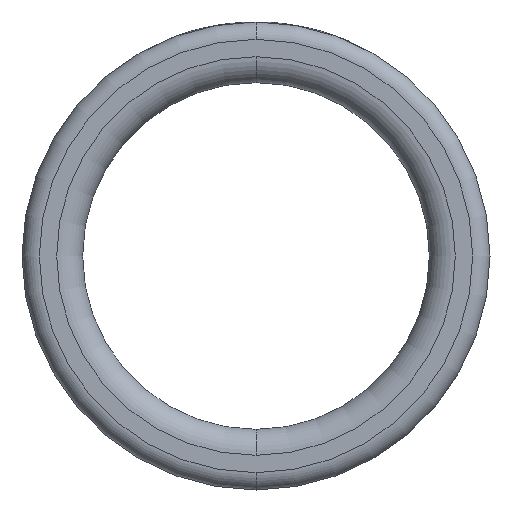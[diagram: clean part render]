
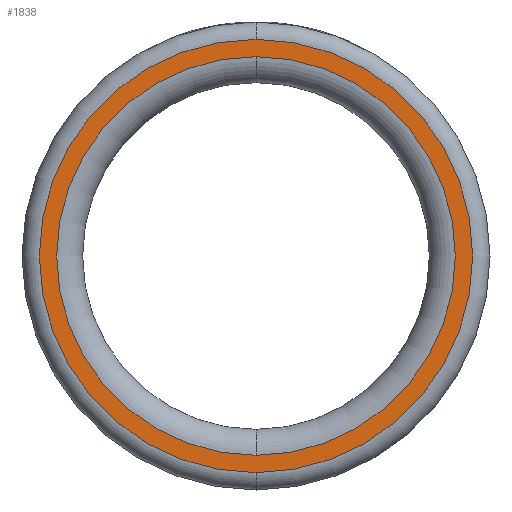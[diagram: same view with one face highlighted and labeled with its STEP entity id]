
A CAD part, front view. The second image highlights one B-rep face of the part: STEP entity #1838.
In plain terms, the highlighted planar face has unit normal (0, -1, 0).
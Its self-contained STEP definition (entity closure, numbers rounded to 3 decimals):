
#37 = FACE_BOUND ( 'NONE', #561, .T. ) ;
#147 = AXIS2_PLACEMENT_3D ( 'NONE', #1328, #2085, #2330 ) ;
#154 = EDGE_CURVE ( 'NONE', #589, #1726, #373, .T. ) ;
#194 = AXIS2_PLACEMENT_3D ( 'NONE', #2497, #1704, #1319 ) ;
#287 = ORIENTED_EDGE ( 'NONE', *, *, #922, .F. ) ;
#292 = CARTESIAN_POINT ( 'NONE',  ( 0., -65., -25. ) ) ;
#339 = DIRECTION ( 'NONE',  ( 0., 0., -1. ) ) ;
#373 = CIRCLE ( 'NONE', #1942, 25. ) ;
#543 = CARTESIAN_POINT ( 'NONE',  ( 0., -65., 0. ) ) ;
#561 = EDGE_LOOP ( 'NONE', ( #2346, #287 ) ) ;
#589 = VERTEX_POINT ( 'NONE', #2480 ) ;
#698 = FACE_OUTER_BOUND ( 'NONE', #2088, .T. ) ;
#746 = DIRECTION ( 'NONE',  ( 0., -1., 0. ) ) ;
#902 = DIRECTION ( 'NONE',  ( 0., -1., 0. ) ) ;
#910 = CARTESIAN_POINT ( 'NONE',  ( 0., -65., 0. ) ) ;
#922 = EDGE_CURVE ( 'NONE', #958, #1875, #1227, .T. ) ;
#958 = VERTEX_POINT ( 'NONE', #1132 ) ;
#977 = AXIS2_PLACEMENT_3D ( 'NONE', #1897, #902, #1509 ) ;
#1132 = CARTESIAN_POINT ( 'NONE',  ( 0., -65., 23. ) ) ;
#1137 = CIRCLE ( 'NONE', #1947, 25. ) ;
#1166 = CIRCLE ( 'NONE', #147, 23. ) ;
#1227 = CIRCLE ( 'NONE', #194, 23. ) ;
#1319 = DIRECTION ( 'NONE',  ( 0., 0., -1. ) ) ;
#1328 = CARTESIAN_POINT ( 'NONE',  ( 0., -65., 0. ) ) ;
#1347 = DIRECTION ( 'NONE',  ( 0., -1., 0. ) ) ;
#1455 = ORIENTED_EDGE ( 'NONE', *, *, #2021, .T. ) ;
#1485 = DIRECTION ( 'NONE',  ( 0., 0., -1. ) ) ;
#1509 = DIRECTION ( 'NONE',  ( 0., 0., -1. ) ) ;
#1600 = ORIENTED_EDGE ( 'NONE', *, *, #154, .T. ) ;
#1704 = DIRECTION ( 'NONE',  ( 0., -1., 0. ) ) ;
#1726 = VERTEX_POINT ( 'NONE', #292 ) ;
#1838 = ADVANCED_FACE ( 'NONE', ( #698, #37 ), #2483, .T. ) ;
#1875 = VERTEX_POINT ( 'NONE', #2428 ) ;
#1897 = CARTESIAN_POINT ( 'NONE',  ( 23., -65., 0. ) ) ;
#1942 = AXIS2_PLACEMENT_3D ( 'NONE', #910, #1347, #1485 ) ;
#1947 = AXIS2_PLACEMENT_3D ( 'NONE', #543, #746, #339 ) ;
#1979 = EDGE_CURVE ( 'NONE', #1875, #958, #1166, .T. ) ;
#2021 = EDGE_CURVE ( 'NONE', #1726, #589, #1137, .T. ) ;
#2085 = DIRECTION ( 'NONE',  ( 0., -1., 0. ) ) ;
#2088 = EDGE_LOOP ( 'NONE', ( #1455, #1600 ) ) ;
#2330 = DIRECTION ( 'NONE',  ( 0., 0., -1. ) ) ;
#2346 = ORIENTED_EDGE ( 'NONE', *, *, #1979, .F. ) ;
#2428 = CARTESIAN_POINT ( 'NONE',  ( 0., -65., -23. ) ) ;
#2480 = CARTESIAN_POINT ( 'NONE',  ( 0., -65., 25. ) ) ;
#2483 = PLANE ( 'NONE',  #977 ) ;
#2497 = CARTESIAN_POINT ( 'NONE',  ( 0., -65., 0. ) ) ;
